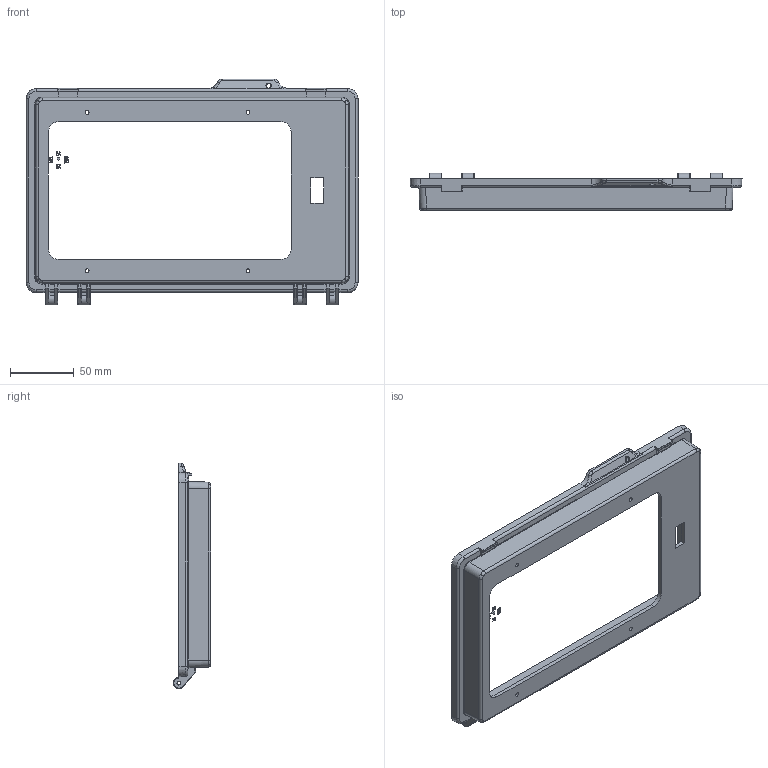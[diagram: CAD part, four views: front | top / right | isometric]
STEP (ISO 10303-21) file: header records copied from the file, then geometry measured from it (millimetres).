
FILE_DESCRIPTION(/* description */ (''),/* implementation_level */ '2;1');
FILE_NAME(/* name */ 'WQ-50_LID.stp',/* time_stamp */ '2022-08-18T19:16:26-04:00',/* author */ ('Jacob'),/* organization */ (''),/* preprocessor_version */ 'ST-DEVELOPER v19',/* originating_system */ 'Autodesk Inventor 2023',/* authorisation */ '');
FILE_SCHEMA (('AUTOMOTIVE_DESIGN { 1 0 10303 214 3 1 1 }'));
Length unit declared in the file: millimetre
Products named in the file (1): WQ-50C_WQ-50C-02
Bounding box: 260 x 29.5 x 176.75 mm (x, y, z)
Volume: 142389.6 mm3; surface area: 98801.9 mm2
Topology: 13 solids, 13 shells, 686 faces, 1776 edges, 1093 vertices
Faces by surface type: plane 246, cylinder 191, bspline 184, torus 36, sphere 24, cone 5
Full cylindrical faces by diameter (mm): 3 x8
Entity records: 25230 total; most frequent: CARTESIAN_POINT 9234, ORIENTED_EDGE 3500, DIRECTION 3033, EDGE_CURVE 1750, VERTEX_POINT 1093, AXIS2_PLACEMENT_3D 1038, LINE 957, VECTOR 957
